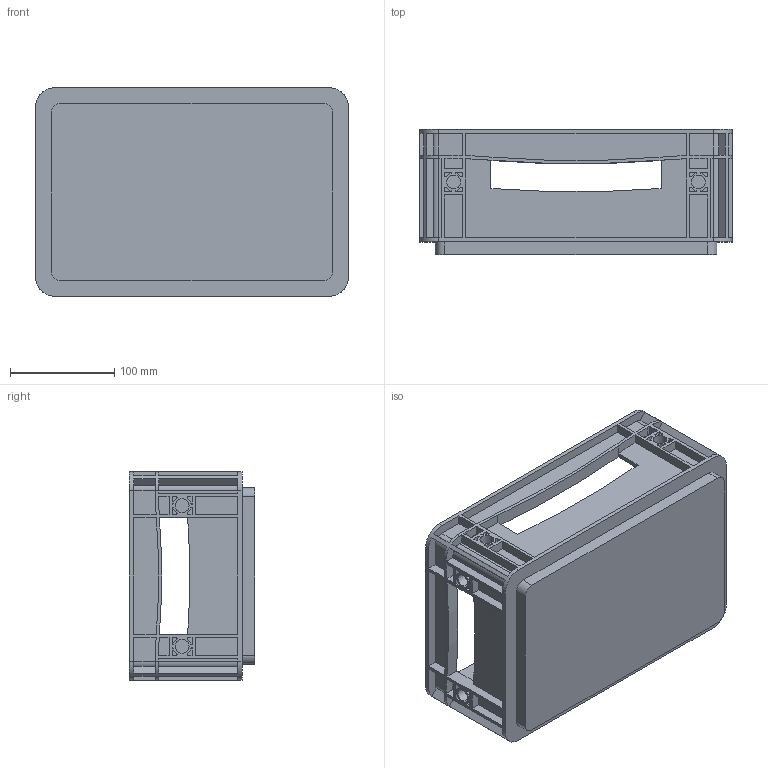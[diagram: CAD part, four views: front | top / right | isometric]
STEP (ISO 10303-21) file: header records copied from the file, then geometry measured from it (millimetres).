
FILE_DESCRIPTION (( 'STEP AP214' ), '1' );
FILE_NAME ('30 x 20 x 12 - EG 32-12 HO (All opened) [similar].STEP', '2022-04-22T08:42:04', ( '' ), ( '' ), 'SwSTEP 2.0', 'SolidWorks 2021', '' );
FILE_SCHEMA (( 'AUTOMOTIVE_DESIGN' ));
Length unit declared in the file: millimetre
Products named in the file (1): 30 x 20 x 12 - EG 32-12 HO (All opened) [similar]
Bounding box: 300 x 120 x 200 mm (x, y, z)
Volume: 720977.7 mm3; surface area: 378669.6 mm2
Topology: 1 solids, 1 shells, 529 faces, 1388 edges, 924 vertices
Faces by surface type: plane 349, cylinder 180
Entity records: 16372 total; most frequent: CARTESIAN_POINT 2842, DIRECTION 2840, ORIENTED_EDGE 2776, EDGE_CURVE 1388, VECTOR 996, LINE 996, VERTEX_POINT 924, AXIS2_PLACEMENT_3D 922
